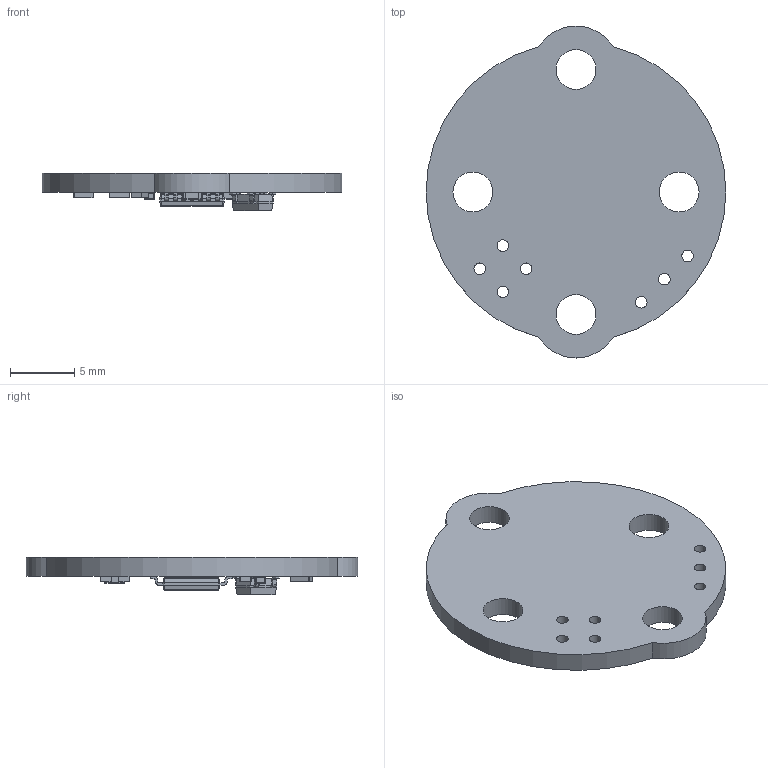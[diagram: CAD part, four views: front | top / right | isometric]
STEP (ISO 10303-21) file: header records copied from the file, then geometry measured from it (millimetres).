
FILE_DESCRIPTION(/* description */ (''),/* implementation_level */ '2;1');
FILE_NAME(/* name */ 'AS5048B_reexported.step',/* time_stamp */ '2021-11-09T18:13:45+03:00',/* author */ (''),/* organization */ (''),/* preprocessor_version */ 'ST-DEVELOPER v18.1',/* originating_system */ 'Autodesk Translation Framework v10.10.0.1391',/* authorisation */ '');
FILE_SCHEMA (('AUTOMOTIVE_DESIGN { 1 0 10303 214 3 1 1 }'));
Length unit declared in the file: millimetre
Products named in the file (15): AS5048B; Board; U2; User_Library-TSSOP14-1; R4; R3; C1; C2; C3; CAPC1608X___; R1; R2; Resistors_0603; U1; SOT23-5-2
Assembly tree (19 placements, depth 3):
  AS5048B
    Board
    U2
      User_Library-TSSOP14-1
    R4
      Resistors_0603
    R3
      Resistors_0603
    C1
      CAPC1608X___
    C2
      CAPC1608X___
    C3
      CAPC1608X___
    R1
      Resistors_0603
    R2
      Resistors_0603
    U1
      SOT23-5-2
Bounding box: 23.25 x 25.75 x 2.94 mm (x, y, z)
Volume: 629.4 mm3; surface area: 1143.9 mm2
Topology: 23 solids, 23 shells, 904 faces, 2256 edges, 1369 vertices
Faces by surface type: plane 514, cylinder 324, bspline 32, torus 24, cone 8, sphere 2
Full cylindrical faces by diameter (mm): 0.6 x1, 0.9 x7, 3.1 x4
Entity records: 16195 total; most frequent: CARTESIAN_POINT 3700, DIRECTION 2514, ORIENTED_EDGE 2474, EDGE_CURVE 1237, LINE 908, VECTOR 908, AXIS2_PLACEMENT_3D 803, VERTEX_POINT 769
